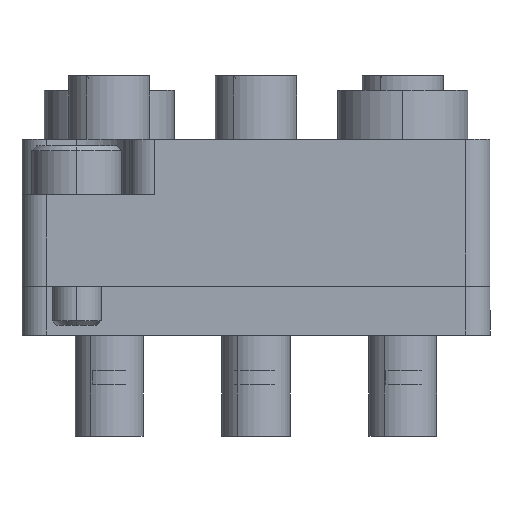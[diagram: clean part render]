
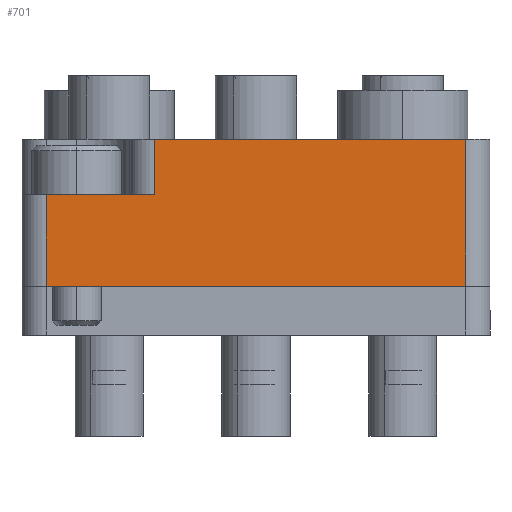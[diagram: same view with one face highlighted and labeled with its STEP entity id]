
A CAD part, front view. The second image highlights one B-rep face of the part: STEP entity #701.
In plain terms, the highlighted face is planar.
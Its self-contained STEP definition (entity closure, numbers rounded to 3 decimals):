
#660 = DIRECTION ( 'NONE',  ( 0., 0., -1. ) ) ;
#701 = ADVANCED_FACE ( 'NONE', ( #5962 ), #4575, .T. ) ;
#754 = VECTOR ( 'NONE', #660, 1000. ) ;
#903 = VECTOR ( 'NONE', #11840, 1000. ) ;
#1408 = VERTEX_POINT ( 'NONE', #13500 ) ;
#1783 = ORIENTED_EDGE ( 'NONE', *, *, #10917, .T. ) ;
#2247 = EDGE_CURVE ( 'NONE', #1408, #10047, #20194, .T. ) ;
#2660 = EDGE_CURVE ( 'NONE', #1408, #2795, #13721, .T. ) ;
#2795 = VERTEX_POINT ( 'NONE', #10822 ) ;
#3733 = DIRECTION ( 'NONE',  ( 0., -1., 0. ) ) ;
#3780 = CARTESIAN_POINT ( 'NONE',  ( 30., 5.6, 6.25 ) ) ;
#3864 = DIRECTION ( 'NONE',  ( 0., 0., -1. ) ) ;
#3957 = CARTESIAN_POINT ( 'NONE',  ( 30., 0., 12.85 ) ) ;
#4575 = PLANE ( 'NONE',  #9979 ) ;
#4666 = DIRECTION ( 'NONE',  ( 0., 1., 0. ) ) ;
#5168 = VECTOR ( 'NONE', #8343, 1000. ) ;
#5250 = DIRECTION ( 'NONE',  ( 0., -1., 0. ) ) ;
#5310 = CARTESIAN_POINT ( 'NONE',  ( 30., 9., 14.35 ) ) ;
#5962 = FACE_OUTER_BOUND ( 'NONE', #8569, .T. ) ;
#6492 = ORIENTED_EDGE ( 'NONE', *, *, #16135, .F. ) ;
#6825 = ORIENTED_EDGE ( 'NONE', *, *, #2247, .F. ) ;
#7134 = LINE ( 'NONE', #5310, #903 ) ;
#7638 = VECTOR ( 'NONE', #3733, 1000. ) ;
#7918 = EDGE_CURVE ( 'NONE', #18353, #16100, #9751, .T. ) ;
#7998 = CARTESIAN_POINT ( 'NONE',  ( 30., 0., -12.85 ) ) ;
#8039 = ORIENTED_EDGE ( 'NONE', *, *, #2660, .T. ) ;
#8209 = CARTESIAN_POINT ( 'NONE',  ( 30., 9., -12.85 ) ) ;
#8343 = DIRECTION ( 'NONE',  ( 0., 1., 0. ) ) ;
#8569 = EDGE_LOOP ( 'NONE', ( #12580, #11083, #6492, #1783, #6825, #8039 ) ) ;
#8746 = CARTESIAN_POINT ( 'NONE',  ( 30., 9., 6.25 ) ) ;
#9751 = LINE ( 'NONE', #14904, #5168 ) ;
#9979 = AXIS2_PLACEMENT_3D ( 'NONE', #17657, #15938, #4666 ) ;
#10047 = VERTEX_POINT ( 'NONE', #3780 ) ;
#10822 = CARTESIAN_POINT ( 'NONE',  ( 30., 0., 12.85 ) ) ;
#10917 = EDGE_CURVE ( 'NONE', #11483, #10047, #16502, .T. ) ;
#11083 = ORIENTED_EDGE ( 'NONE', *, *, #7918, .T. ) ;
#11483 = VERTEX_POINT ( 'NONE', #8746 ) ;
#11840 = DIRECTION ( 'NONE',  ( 0., 0., -1. ) ) ;
#11896 = LINE ( 'NONE', #18239, #12219 ) ;
#12219 = VECTOR ( 'NONE', #3864, 1000. ) ;
#12580 = ORIENTED_EDGE ( 'NONE', *, *, #15752, .T. ) ;
#13431 = VECTOR ( 'NONE', #5250, 1000. ) ;
#13500 = CARTESIAN_POINT ( 'NONE',  ( 30., 5.6, 12.85 ) ) ;
#13721 = LINE ( 'NONE', #3957, #13431 ) ;
#14904 = CARTESIAN_POINT ( 'NONE',  ( 30., 9., -12.85 ) ) ;
#15254 = CARTESIAN_POINT ( 'NONE',  ( 30., 5.6, 7.75 ) ) ;
#15752 = EDGE_CURVE ( 'NONE', #2795, #18353, #11896, .T. ) ;
#15938 = DIRECTION ( 'NONE',  ( 1., 0., 0. ) ) ;
#16100 = VERTEX_POINT ( 'NONE', #8209 ) ;
#16135 = EDGE_CURVE ( 'NONE', #11483, #16100, #7134, .T. ) ;
#16502 = LINE ( 'NONE', #19835, #7638 ) ;
#17657 = CARTESIAN_POINT ( 'NONE',  ( 30., 9., 14.35 ) ) ;
#18239 = CARTESIAN_POINT ( 'NONE',  ( 30., 0., 14.35 ) ) ;
#18353 = VERTEX_POINT ( 'NONE', #7998 ) ;
#19835 = CARTESIAN_POINT ( 'NONE',  ( 30., 5.6, 6.25 ) ) ;
#20194 = LINE ( 'NONE', #15254, #754 ) ;
